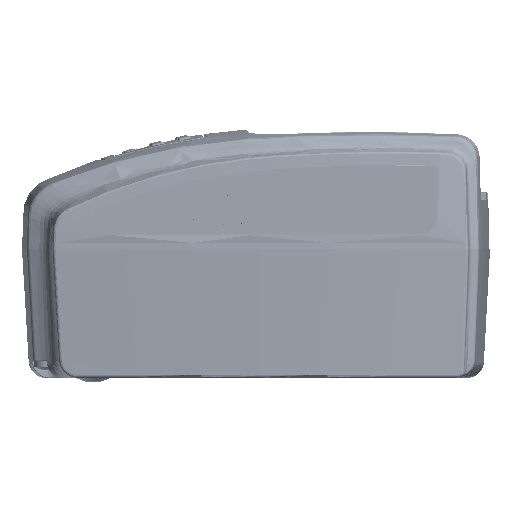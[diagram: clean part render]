
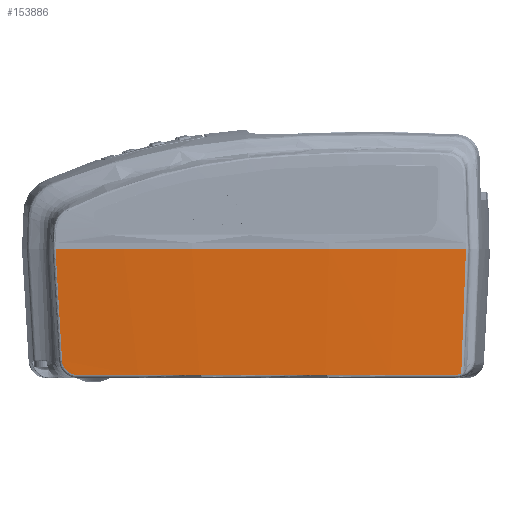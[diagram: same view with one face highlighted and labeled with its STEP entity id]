
A CAD part, top view. The second image highlights one B-rep face of the part: STEP entity #153886.
In plain terms, the highlighted conical face has half-angle 2 degrees and reference radius 566.351 mm.
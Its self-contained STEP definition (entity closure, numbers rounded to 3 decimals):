
#126508=CARTESIAN_POINT('',(69.154,-119.119,
-584.031));
#126509=DIRECTION('',(0.,1.,0.));
#126510=DIRECTION('',(-0.09,0.,0.996));
#126511=AXIS2_PLACEMENT_3D('',#126508,#126509,#126510);
#126622=CARTESIAN_POINT('',(69.154,-119.119,
-584.031));
#126623=DIRECTION('',(0.,1.,0.));
#126624=DIRECTION('',(0.,0.,1.));
#126625=AXIS2_PLACEMENT_3D('',#126622,#126623,#126624);
#126747=CARTESIAN_POINT('',(117.386,-150.347,
-20.286));
#126748=CARTESIAN_POINT('',(117.9,-150.347,
-20.329));
#126749=CARTESIAN_POINT('',(118.397,-150.25,
-20.369));
#126750=CARTESIAN_POINT('',(118.873,-150.055,
-20.404));
#126755=DIRECTION('',(0.059,-0.998,-0.03));
#126756=VECTOR('',#126755,27.814);
#126757=CARTESIAN_POINT('',(18.295,-119.119,
-19.421));
#126758=LINE('',#126757,#126756);
#126762=DIRECTION('',(0.038,0.999,0.032));
#126763=VECTOR('',#126762,30.796);
#126764=CARTESIAN_POINT('',(119.001,-149.878,
-20.41));
#126765=LINE('',#126764,#126763);
#126769=CARTESIAN_POINT('',(119.001,-149.878,
-20.41));
#126770=CARTESIAN_POINT('',(119.,-149.903,
-20.41));
#126771=CARTESIAN_POINT('',(118.989,-149.951,
-20.411));
#126772=CARTESIAN_POINT('',(118.943,-150.015,
-20.409));
#126773=CARTESIAN_POINT('',(118.899,-150.044,
-20.406));
#126774=CARTESIAN_POINT('',(118.873,-150.055,
-20.404));
#126806=CARTESIAN_POINT('',(69.154,-150.347,
-584.031));
#126807=DIRECTION('',(0.,-1.,0.));
#126808=DIRECTION('',(0.085,0.,0.996));
#126809=AXIS2_PLACEMENT_3D('',#126806,#126807,#126808);
#126814=CARTESIAN_POINT('',(69.154,-150.347,
-584.031));
#126815=DIRECTION('',(0.,-1.,0.));
#126816=DIRECTION('',(0.,0.,1.));
#126817=AXIS2_PLACEMENT_3D('',#126814,#126815,#126816);
#130035=CARTESIAN_POINT('',(23.656,-150.347,
-20.058));
#130036=CARTESIAN_POINT('',(23.333,-150.347,
-20.084));
#130037=CARTESIAN_POINT('',(22.71,-150.267,
-20.132));
#130038=CARTESIAN_POINT('',(21.817,-149.916,
-20.194));
#130039=CARTESIAN_POINT('',(21.049,-149.358,
-20.24));
#130040=CARTESIAN_POINT('',(20.447,-148.631,
-20.266));
#130041=CARTESIAN_POINT('',(20.051,-147.776,
-20.27));
#130042=CARTESIAN_POINT('',(19.94,-147.181,
-20.259));
#130043=CARTESIAN_POINT('',(19.922,-146.872,
-20.25));
#148080=CARTESIAN_POINT('',(18.295,-119.119,
-19.421));
#148081=CARTESIAN_POINT('',(69.154,-119.119,
-17.135));
#148082=VERTEX_POINT('',#148080);
#148083=VERTEX_POINT('',#148081);
#148084=CARTESIAN_POINT('',(120.157,-119.119,
-19.434));
#148085=VERTEX_POINT('',#148084);
#149327=VERTEX_POINT('',#126769);
#149328=VERTEX_POINT('',#126774);
#149329=CARTESIAN_POINT('',(19.922,-146.872,
-20.25));
#149330=VERTEX_POINT('',#149329);
#149331=VERTEX_POINT('',#130035);
#149332=CARTESIAN_POINT('',(69.154,-150.347,
-18.226));
#149333=VERTEX_POINT('',#149332);
#149334=CARTESIAN_POINT('',(117.386,-150.347,
-20.286));
#149335=VERTEX_POINT('',#149334);
#153863=CARTESIAN_POINT('',(69.154,-134.733,
-584.031));
#153864=DIRECTION('',(0.,1.,0.));
#153865=DIRECTION('',(0.,0.,-1.));
#153866=AXIS2_PLACEMENT_3D('',#153863,#153864,#153865);
#153867=CONICAL_SURFACE('',#153866,566.35,2.);
#153869=ORIENTED_EDGE('',*,*,#153868,.T.);
#153871=ORIENTED_EDGE('',*,*,#153870,.F.);
#153873=ORIENTED_EDGE('',*,*,#153872,.T.);
#153875=ORIENTED_EDGE('',*,*,#153874,.T.);
#153877=ORIENTED_EDGE('',*,*,#153876,.T.);
#153879=ORIENTED_EDGE('',*,*,#153878,.F.);
#153880=ORIENTED_EDGE('',*,*,#153800,.T.);
#153881=ORIENTED_EDGE('',*,*,#153836,.T.);
#153883=ORIENTED_EDGE('',*,*,#153882,.F.);
#153884=EDGE_LOOP('',(#153869,#153871,#153873,#153875,#153877,#153879,#153880,
#153881,#153883));
#153885=FACE_OUTER_BOUND('',#153884,.F.);
#126512=CIRCLE('',#126511,566.896);
#126626=CIRCLE('',#126625,566.896);
#126751=B_SPLINE_CURVE_WITH_KNOTS('',3,(#126747,#126748,#126749,#126750),
.UNSPECIFIED.,.F.,.F.,(4,4),(0.,1.),.UNSPECIFIED.);
#126775=B_SPLINE_CURVE_WITH_KNOTS('',3,(#126769,#126770,#126771,#126772,#126773,
#126774),.UNSPECIFIED.,.F.,.F.,(4,1,1,4),(0.,0.333,
0.667,1.),.UNSPECIFIED.);
#126810=CIRCLE('',#126809,565.805);
#126818=CIRCLE('',#126817,565.805);
#130044=B_SPLINE_CURVE_WITH_KNOTS('',3,(#130035,#130036,#130037,#130038,#130039,
#130040,#130041,#130042,#130043),.UNSPECIFIED.,.F.,.F.,(4,1,1,1,1,1,4),(0.,
0.167,0.333,0.5,0.667,0.833,
1.),.UNSPECIFIED.);
#153800=EDGE_CURVE('',#148082,#148083,#126512,.T.);
#153836=EDGE_CURVE('',#148083,#148085,#126626,.T.);
#153868=EDGE_CURVE('',#149327,#149328,#126775,.T.);
#153870=EDGE_CURVE('',#149335,#149328,#126751,.T.);
#153872=EDGE_CURVE('',#149335,#149333,#126810,.T.);
#153874=EDGE_CURVE('',#149333,#149331,#126818,.T.);
#153876=EDGE_CURVE('',#149331,#149330,#130044,.T.);
#153878=EDGE_CURVE('',#148082,#149330,#126758,.T.);
#153882=EDGE_CURVE('',#149327,#148085,#126765,.T.);
#153886=ADVANCED_FACE('',(#153885),#153867,.T.);
